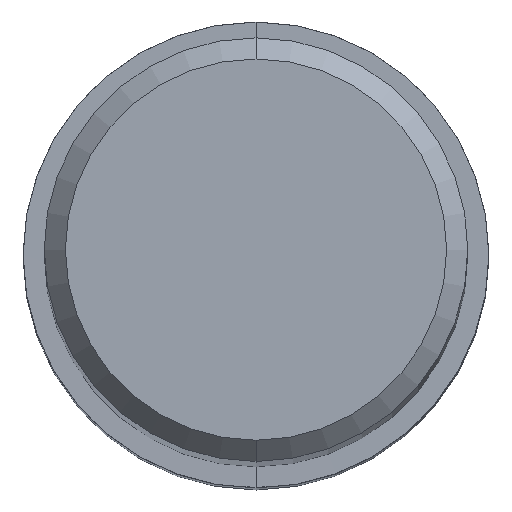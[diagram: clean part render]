
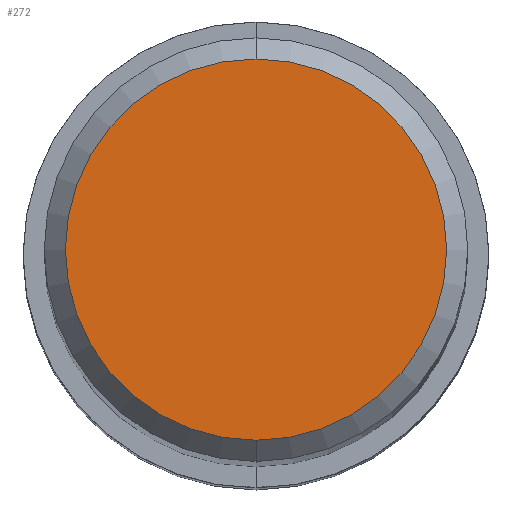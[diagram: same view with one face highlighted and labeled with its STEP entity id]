
A CAD part, top view. The second image highlights one B-rep face of the part: STEP entity #272.
In plain terms, the highlighted planar face has unit normal (0, 0, 1).
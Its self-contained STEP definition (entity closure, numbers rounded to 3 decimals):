
#178=EDGE_CURVE('',#192,#304,#450,.T.);
#192=VERTEX_POINT('',#465);
#272=ADVANCED_FACE('',(#553),#554,.T.);
#304=VERTEX_POINT('',#588);
#398=EDGE_CURVE('',#304,#192,#692,.T.);
#450=CIRCLE('',#753,9.0);
#465=CARTESIAN_POINT('',(0.,-9.0,0.0));
#553=FACE_OUTER_BOUND('',#1079,.T.);
#554=PLANE('',#1080);
#588=CARTESIAN_POINT('',(0.0,9.0,0.0));
#692=CIRCLE('',#1435,9.0);
#753=AXIS2_PLACEMENT_3D('',#1480,#1481,#1482);
#1079=EDGE_LOOP('',(#1610,#1611));
#1080=AXIS2_PLACEMENT_3D('',#1612,#1613,#1614);
#1435=AXIS2_PLACEMENT_3D('',#1740,#1741,#1742);
#1480=CARTESIAN_POINT('',(0.0,0.0,0.0));
#1481=DIRECTION('',(0.0,0.0,-1.0));
#1482=DIRECTION('',(0.0,1.0,0.0));
#1610=ORIENTED_EDGE('',*,*,#398,.F.);
#1611=ORIENTED_EDGE('',*,*,#178,.F.);
#1612=CARTESIAN_POINT('',(0.0,4.5,0.0));
#1613=DIRECTION('',(-0.0,0.0,1.0));
#1614=DIRECTION('',(0.0,-1.0,0.0));
#1740=CARTESIAN_POINT('',(0.0,0.0,0.0));
#1741=DIRECTION('',(0.0,0.0,-1.0));
#1742=DIRECTION('',(0.0,1.0,0.0));
